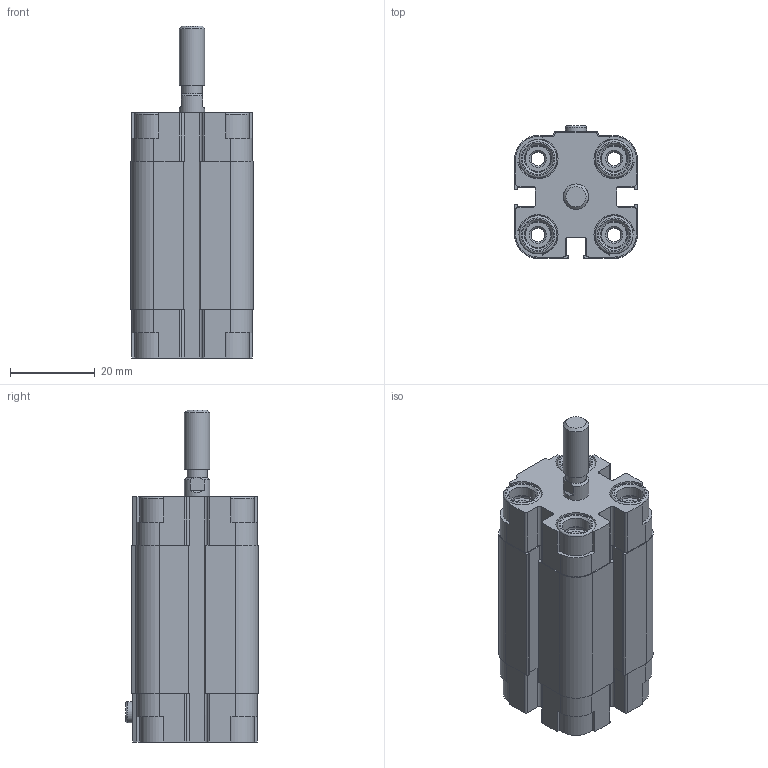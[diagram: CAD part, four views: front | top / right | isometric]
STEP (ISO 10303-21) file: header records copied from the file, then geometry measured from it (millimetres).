
FILE_DESCRIPTION(/* description */ (''),/* implementation_level */ '2;1');
FILE_NAME(/* name */ 'sesbs_12-20-b.stp',/* time_stamp */ '2017-07-13T09:28:03+02:00',/* author */ ('leitheußer'),/* organization */ (''),/* preprocessor_version */ 'ST-DEVELOPER v15.6',/* originating_system */ 'Autodesk Inventor LT ',/* authorisation */ '');
FILE_SCHEMA (('AUTOMOTIVE_DESIGN { 1 0 10303 214 3 1 1 }'));
Length unit declared in the file: millimetre
Products named in the file (1): SESB12X20-S-M
Bounding box: 29 x 31.42 x 78.5 mm (x, y, z)
Volume: 37803.1 mm3; surface area: 18616.1 mm2
Topology: 2 solids, 2 shells, 318 faces, 761 edges, 495 vertices
Faces by surface type: plane 164, cylinder 121, cone 28, torus 5
Full cylindrical faces by diameter (mm): 3.242 x8, 4.134 x1, 4.773 x1, 4.917 x8, 5 x1, 5.2 x4, 6 x12, 6.4 x8, 9 x8, 12 x2
Entity records: 8805 total; most frequent: DIRECTION 1604, CARTESIAN_POINT 1481, ORIENTED_EDGE 1336, EDGE_CURVE 668, AXIS2_PLACEMENT_3D 621, VERTEX_POINT 486, EDGE_LOOP 458, LINE 362
